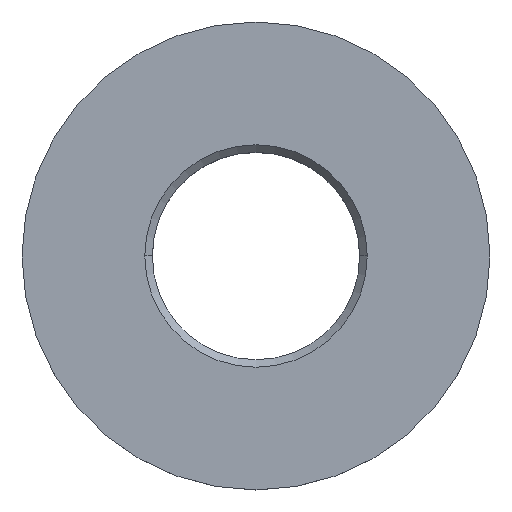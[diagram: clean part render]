
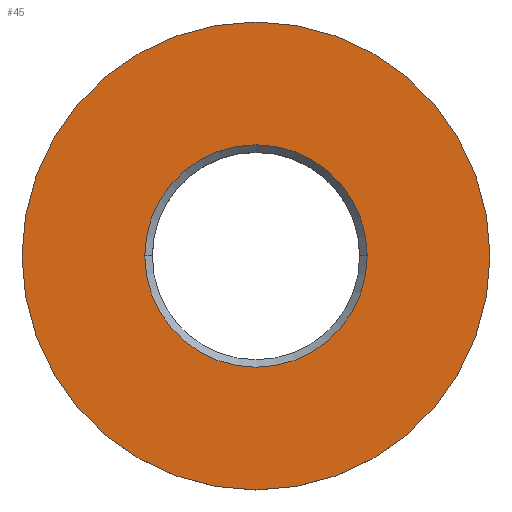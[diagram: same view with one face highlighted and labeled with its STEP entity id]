
A CAD part, top view. The second image highlights one B-rep face of the part: STEP entity #45.
In plain terms, the highlighted planar face has unit normal (0, 0, 1).
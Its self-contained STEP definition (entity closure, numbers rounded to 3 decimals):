
#11 = CIRCLE ( 'NONE', #151, 15.558 ) ;
#21 = ORIENTED_EDGE ( 'NONE', *, *, #459, .T. ) ;
#23 = VERTEX_POINT ( 'NONE', #121 ) ;
#45 = ADVANCED_FACE ( 'NONE', ( #340, #517 ), #115, .F. ) ;
#46 = DIRECTION ( 'NONE',  ( -1., 0., 0. ) ) ;
#85 = DIRECTION ( 'NONE',  ( 0., 0., 1. ) ) ;
#99 = AXIS2_PLACEMENT_3D ( 'NONE', #536, #358, #355 ) ;
#109 = ORIENTED_EDGE ( 'NONE', *, *, #383, .T. ) ;
#115 = PLANE ( 'NONE',  #275 ) ;
#121 = CARTESIAN_POINT ( 'NONE',  ( -15.558, 0., 0. ) ) ;
#139 = VERTEX_POINT ( 'NONE', #347 ) ;
#145 = CARTESIAN_POINT ( 'NONE',  ( 15.558, 0., 0. ) ) ;
#151 = AXIS2_PLACEMENT_3D ( 'NONE', #561, #467, #367 ) ;
#179 = AXIS2_PLACEMENT_3D ( 'NONE', #271, #361, #46 ) ;
#186 = DIRECTION ( 'NONE',  ( -1., 0., 0. ) ) ;
#222 = CIRCLE ( 'NONE', #399, 15.558 ) ;
#228 = CARTESIAN_POINT ( 'NONE',  ( 7.395, 0., 0. ) ) ;
#271 = CARTESIAN_POINT ( 'NONE',  ( 0., 0., 0. ) ) ;
#272 = EDGE_LOOP ( 'NONE', ( #21, #109 ) ) ;
#273 = CIRCLE ( 'NONE', #99, 7.395 ) ;
#275 = AXIS2_PLACEMENT_3D ( 'NONE', #385, #296, #186 ) ;
#281 = ORIENTED_EDGE ( 'NONE', *, *, #449, .T. ) ;
#296 = DIRECTION ( 'NONE',  ( 0., 0., -1. ) ) ;
#340 = FACE_BOUND ( 'NONE', #272, .T. ) ;
#347 = CARTESIAN_POINT ( 'NONE',  ( -7.395, 0., 0. ) ) ;
#355 = DIRECTION ( 'NONE',  ( -1., 0., 0. ) ) ;
#358 = DIRECTION ( 'NONE',  ( 0., 0., -1. ) ) ;
#361 = DIRECTION ( 'NONE',  ( 0., 0., -1. ) ) ;
#365 = CIRCLE ( 'NONE', #179, 7.395 ) ;
#367 = DIRECTION ( 'NONE',  ( 1., 0., 0. ) ) ;
#373 = ORIENTED_EDGE ( 'NONE', *, *, #481, .T. ) ;
#383 = EDGE_CURVE ( 'NONE', #139, #410, #273, .T. ) ;
#385 = CARTESIAN_POINT ( 'NONE',  ( 0., 6.35, 0. ) ) ;
#399 = AXIS2_PLACEMENT_3D ( 'NONE', #495, #85, #409 ) ;
#409 = DIRECTION ( 'NONE',  ( 1., 0., 0. ) ) ;
#410 = VERTEX_POINT ( 'NONE', #228 ) ;
#449 = EDGE_CURVE ( 'NONE', #23, #543, #222, .T. ) ;
#459 = EDGE_CURVE ( 'NONE', #410, #139, #365, .T. ) ;
#467 = DIRECTION ( 'NONE',  ( 0., 0., 1. ) ) ;
#481 = EDGE_CURVE ( 'NONE', #543, #23, #11, .T. ) ;
#495 = CARTESIAN_POINT ( 'NONE',  ( 0., 0., 0. ) ) ;
#517 = FACE_OUTER_BOUND ( 'NONE', #558, .T. ) ;
#536 = CARTESIAN_POINT ( 'NONE',  ( 0., 0., 0. ) ) ;
#543 = VERTEX_POINT ( 'NONE', #145 ) ;
#558 = EDGE_LOOP ( 'NONE', ( #373, #281 ) ) ;
#561 = CARTESIAN_POINT ( 'NONE',  ( 0., 0., 0. ) ) ;
